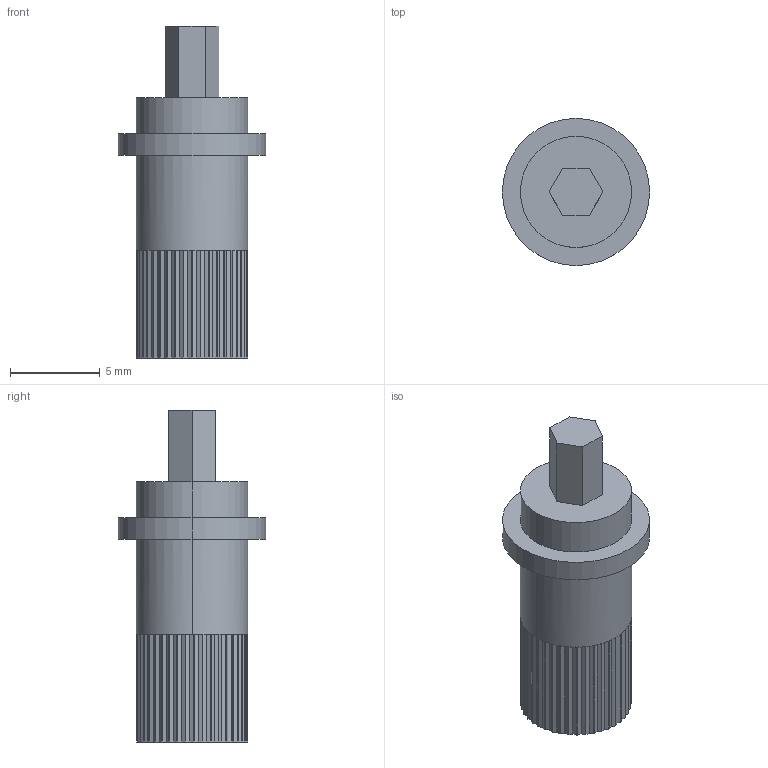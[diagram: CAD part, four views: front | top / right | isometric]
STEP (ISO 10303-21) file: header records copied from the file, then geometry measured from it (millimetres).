
FILE_DESCRIPTION (( 'STEP AP214' ), '1' );
FILE_NAME ('ShaftKnobSTEP.STEP', '2021-01-19T23:33:25', ( '' ), ( '' ), 'SwSTEP 2.0', 'SolidWorks 2020', '' );
FILE_SCHEMA (( 'AUTOMOTIVE_DESIGN' ));
Length unit declared in the file: millimetre
Products named in the file (1): ShaftKnobSTEP
Bounding box: 8.2 x 8.2 x 18.5 mm (x, y, z)
Volume: 478.5 mm3; surface area: 451.2 mm2
Topology: 1 solids, 1 shells, 154 faces, 441 edges, 294 vertices
Faces by surface type: plane 146, cylinder 8
Entity records: 5057 total; most frequent: CARTESIAN_POINT 890, ORIENTED_EDGE 882, DIRECTION 849, EDGE_CURVE 441, LINE 343, VECTOR 343, VERTEX_POINT 294, AXIS2_PLACEMENT_3D 253
